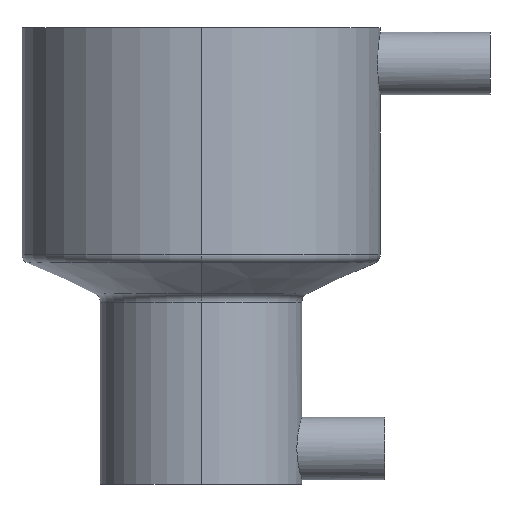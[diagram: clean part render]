
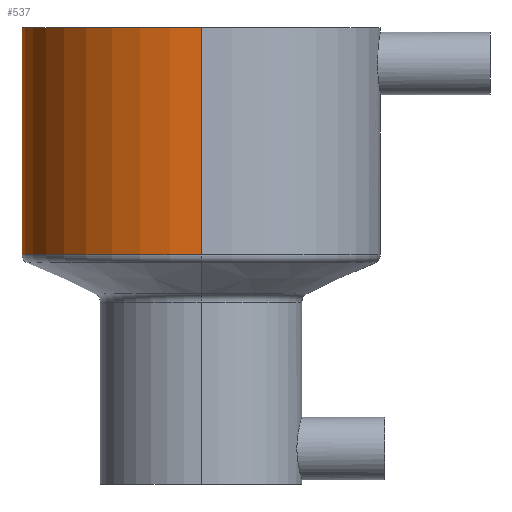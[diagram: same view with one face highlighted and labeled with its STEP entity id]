
A CAD part, left-side view. The second image highlights one B-rep face of the part: STEP entity #537.
In plain terms, the highlighted cylindrical face has radius 40 mm (diameter 80 mm), a partial arc.
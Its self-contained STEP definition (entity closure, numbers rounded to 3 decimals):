
#138 = CARTESIAN_POINT ( 'NONE',  ( -40., 0., -16.533 ) ) ;
#159 = DIRECTION ( 'NONE',  ( -1., 0., 0. ) ) ;
#160 = EDGE_CURVE ( 'NONE', #390, #1227, #673, .T. ) ;
#171 = CIRCLE ( 'NONE', #1243, 40. ) ;
#195 = CARTESIAN_POINT ( 'NONE',  ( 0., 0., 55.543 ) ) ;
#244 = CARTESIAN_POINT ( 'NONE',  ( -40., 0., 55.543 ) ) ;
#249 = AXIS2_PLACEMENT_3D ( 'NONE', #195, #395, #1183 ) ;
#324 = ORIENTED_EDGE ( 'NONE', *, *, #521, .F. ) ;
#342 = CARTESIAN_POINT ( 'NONE',  ( 0., 0., 4.828 ) ) ;
#390 = VERTEX_POINT ( 'NONE', #244 ) ;
#395 = DIRECTION ( 'NONE',  ( 0., 0., -1. ) ) ;
#429 = DIRECTION ( 'NONE',  ( 0., 0., -1. ) ) ;
#440 = DIRECTION ( 'NONE',  ( 0., 0., -1. ) ) ;
#496 = CARTESIAN_POINT ( 'NONE',  ( -40., 0., 4.828 ) ) ;
#507 = LINE ( 'NONE', #138, #598 ) ;
#521 = EDGE_CURVE ( 'NONE', #390, #1238, #507, .T. ) ;
#530 = DIRECTION ( 'NONE',  ( -1., 0., 0. ) ) ;
#532 = LINE ( 'NONE', #1224, #1008 ) ;
#537 = ADVANCED_FACE ( 'NONE', ( #1095 ), #600, .T. ) ;
#552 = EDGE_LOOP ( 'NONE', ( #1015, #1034, #734, #324 ) ) ;
#581 = CARTESIAN_POINT ( 'NONE',  ( 40., 0., 55.543 ) ) ;
#598 = VECTOR ( 'NONE', #905, 1000. ) ;
#600 = CYLINDRICAL_SURFACE ( 'NONE', #1109, 40. ) ;
#673 = CIRCLE ( 'NONE', #249, 40. ) ;
#679 = VERTEX_POINT ( 'NONE', #1252 ) ;
#734 = ORIENTED_EDGE ( 'NONE', *, *, #1126, .F. ) ;
#905 = DIRECTION ( 'NONE',  ( 0., 0., -1. ) ) ;
#984 = CARTESIAN_POINT ( 'NONE',  ( 0., 0., -16.533 ) ) ;
#1008 = VECTOR ( 'NONE', #1122, 1000. ) ;
#1015 = ORIENTED_EDGE ( 'NONE', *, *, #160, .T. ) ;
#1034 = ORIENTED_EDGE ( 'NONE', *, *, #1167, .T. ) ;
#1095 = FACE_OUTER_BOUND ( 'NONE', #552, .T. ) ;
#1109 = AXIS2_PLACEMENT_3D ( 'NONE', #984, #429, #530 ) ;
#1122 = DIRECTION ( 'NONE',  ( 0., 0., -1. ) ) ;
#1126 = EDGE_CURVE ( 'NONE', #1238, #679, #171, .T. ) ;
#1167 = EDGE_CURVE ( 'NONE', #1227, #679, #532, .T. ) ;
#1183 = DIRECTION ( 'NONE',  ( -1., 0., 0. ) ) ;
#1224 = CARTESIAN_POINT ( 'NONE',  ( 40., 0., -16.533 ) ) ;
#1227 = VERTEX_POINT ( 'NONE', #581 ) ;
#1238 = VERTEX_POINT ( 'NONE', #496 ) ;
#1243 = AXIS2_PLACEMENT_3D ( 'NONE', #342, #440, #159 ) ;
#1252 = CARTESIAN_POINT ( 'NONE',  ( 40., 0., 4.828 ) ) ;
